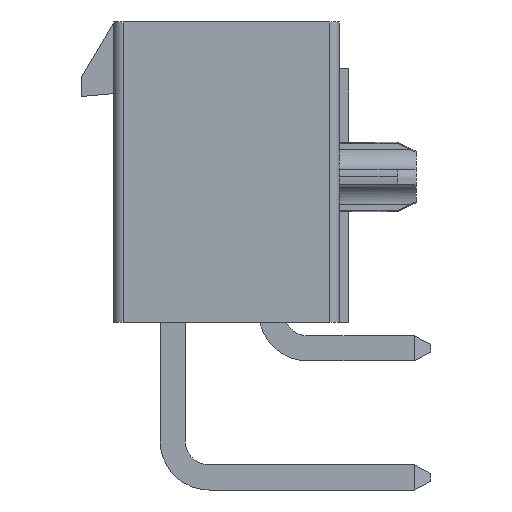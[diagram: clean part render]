
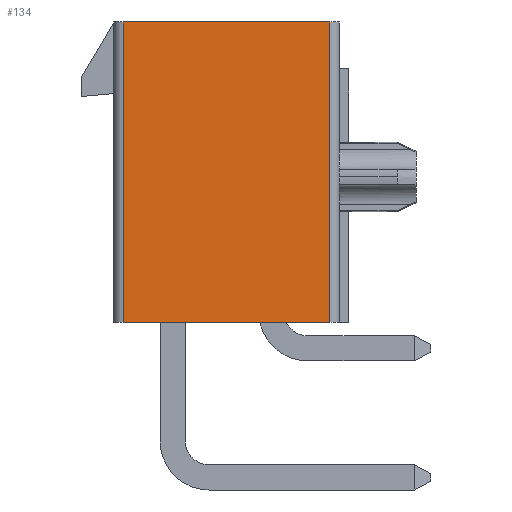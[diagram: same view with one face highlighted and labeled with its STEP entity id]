
A CAD part, left-side view. The second image highlights one B-rep face of the part: STEP entity #134.
In plain terms, the highlighted planar face has unit normal (-1, 0, 0).
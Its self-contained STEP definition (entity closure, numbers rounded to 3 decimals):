
#134=ADVANCED_FACE('',(#465),#466,.T.);
#465=FACE_OUTER_BOUND('',#985,.T.);
#466=PLANE('',#986);
#985=EDGE_LOOP('',(#1938,#1939,#1940,#1941));
#986=AXIS2_PLACEMENT_3D('',#1942,#1943,#1944);
#1938=ORIENTED_EDGE('',*,*,#3462,.F.);
#1939=ORIENTED_EDGE('',*,*,#3608,.T.);
#1940=ORIENTED_EDGE('',*,*,#3559,.T.);
#1941=ORIENTED_EDGE('',*,*,#3607,.F.);
#1942=CARTESIAN_POINT('',(-6.9,0.4,0.0));
#1943=DIRECTION('',(-1.0,0.0,0.0));
#1944=DIRECTION('',(0.0,0.0,1.0));
#3462=EDGE_CURVE('',#4204,#4206,#4207,.T.);
#3559=EDGE_CURVE('',#4379,#4377,#4380,.T.);
#3607=EDGE_CURVE('',#4206,#4377,#4466,.T.);
#3608=EDGE_CURVE('',#4204,#4379,#4467,.T.);
#4204=VERTEX_POINT('',#5334);
#4206=VERTEX_POINT('',#5336);
#4207=LINE('',#5337,#5338);
#4377=VERTEX_POINT('',#5596);
#4379=VERTEX_POINT('',#5598);
#4380=LINE('',#5599,#5600);
#4466=LINE('',#5729,#5730);
#4467=LINE('',#5731,#5732);
#5334=CARTESIAN_POINT('',(-6.9,0.8,-12.8));
#5336=CARTESIAN_POINT('',(-6.9,9.6,-12.8));
#5337=CARTESIAN_POINT('',(-6.9,0.8,-12.8));
#5338=VECTOR('',#6802,8.8);
#5596=CARTESIAN_POINT('',(-6.9,9.6,0.0));
#5598=CARTESIAN_POINT('',(-6.9,0.8,0.0));
#5599=CARTESIAN_POINT('',(-6.9,0.8,0.0));
#5600=VECTOR('',#6915,8.8);
#5729=CARTESIAN_POINT('',(-6.9,9.6,-12.8));
#5730=VECTOR('',#6971,12.8);
#5731=CARTESIAN_POINT('',(-6.9,0.8,-12.8));
#5732=VECTOR('',#6972,12.8);
#6802=DIRECTION('',(0.0,1.0,0.0));
#6915=DIRECTION('',(0.0,1.0,0.0));
#6971=DIRECTION('',(0.0,0.0,1.0));
#6972=DIRECTION('',(0.0,0.0,1.0));
